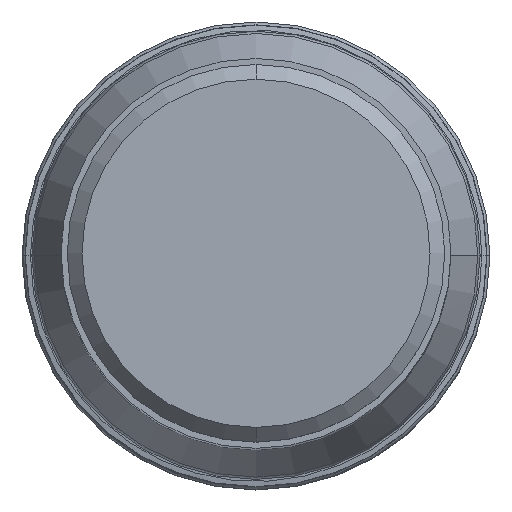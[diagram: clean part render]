
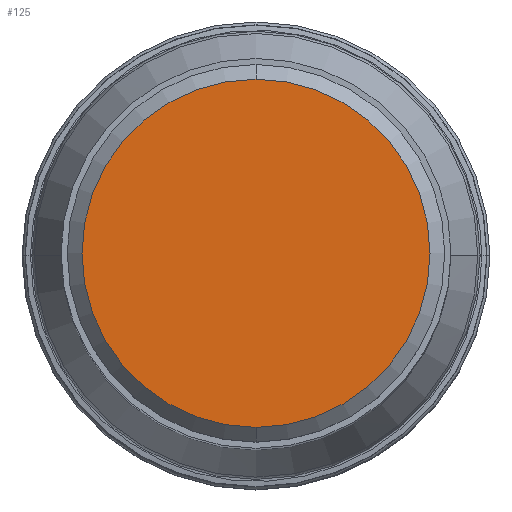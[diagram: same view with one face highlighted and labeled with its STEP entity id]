
A CAD part, top view. The second image highlights one B-rep face of the part: STEP entity #125.
In plain terms, the highlighted planar face has unit normal (0, 0, 1).
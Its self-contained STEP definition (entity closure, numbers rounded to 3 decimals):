
#34=PLANE('',#1166);
#125=ADVANCED_FACE('',(#208),#34,.F.);
#208=FACE_OUTER_BOUND('',#268,.T.);
#268=EDGE_LOOP('',(#460,#461));
#460=ORIENTED_EDGE('',*,*,#736,.T.);
#461=ORIENTED_EDGE('',*,*,#737,.T.);
#617=VERTEX_POINT('',#2136);
#618=VERTEX_POINT('',#2137);
#736=EDGE_CURVE('',#617,#618,#873,.T.);
#737=EDGE_CURVE('',#618,#617,#874,.T.);
#873=CIRCLE('',#1164,14.175);
#874=CIRCLE('',#1165,14.175);
#1164=AXIS2_PLACEMENT_3D('',#2135,#1421,#1422);
#1165=AXIS2_PLACEMENT_3D('',#2138,#1423,#1424);
#1166=AXIS2_PLACEMENT_3D('',#2139,#1425,#1426);
#1421=DIRECTION('',(0.,0.,1.));
#1422=DIRECTION('',(0.,-1.,0.));
#1423=DIRECTION('',(0.,0.,1.));
#1424=DIRECTION('',(0.,1.,0.));
#1425=DIRECTION('',(0.,0.,-1.));
#1426=DIRECTION('',(-1.,0.,0.));
#2135=CARTESIAN_POINT('',(0.,0.,42.863));
#2136=CARTESIAN_POINT('',(0.,-14.175,42.863));
#2137=CARTESIAN_POINT('',(0.,14.175,42.863));
#2138=CARTESIAN_POINT('',(0.,0.,42.863));
#2139=CARTESIAN_POINT('',(0.,0.,42.863));
